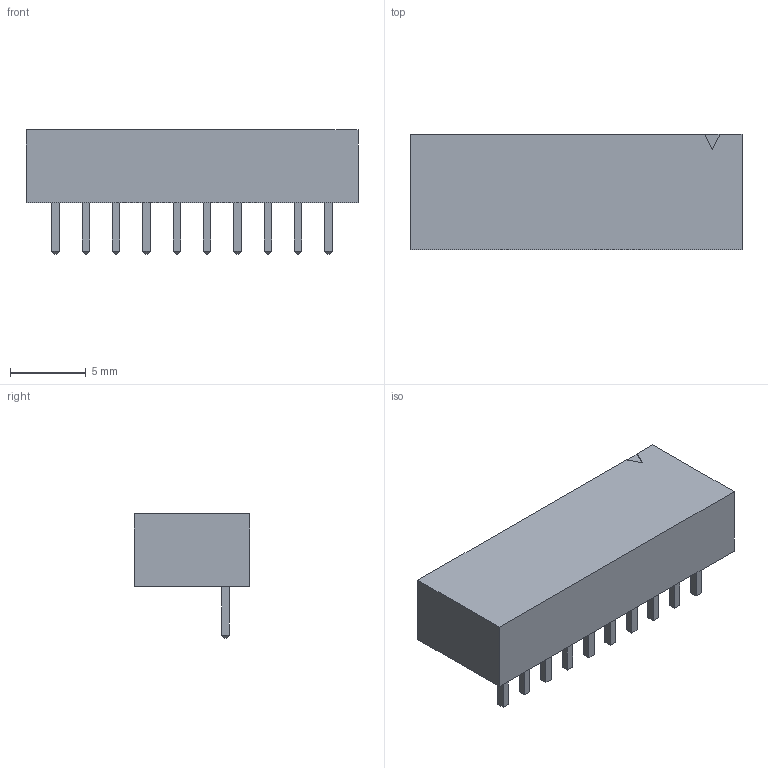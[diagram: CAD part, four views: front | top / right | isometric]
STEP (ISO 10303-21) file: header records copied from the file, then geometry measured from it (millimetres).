
FILE_DESCRIPTION(('FreeCAD Model'),'2;1');
FILE_NAME('333254.2.1.stp','2020-07-14T07:17:51',( 'Author'),(''),'Open CASCADE STEP processor 6.9','FreeCAD','Unknown' );
FILE_SCHEMA(('AUTOMOTIVE_DESIGN { 1 0 10303 214 1 1 1 1 }'));
Length unit declared in the file: millimetre
Products named in the file (3): ASSEMBLY; Body; LeadsArray
Assembly tree (2 placements, depth 2):
  ASSEMBLY
    Body
    LeadsArray
Bounding box: 21.9 x 7.6 x 8.2 mm (x, y, z)
Volume: 319.9 mm3; surface area: 1142.6 mm2
Topology: 11 solids, 11 shells, 194 faces, 433 edges, 262 vertices
Faces by surface type: plane 174, cylinder 20
Entity records: 11015 total; most frequent: CARTESIAN_POINT 1878, DIRECTION 1713, LINE 1219, VECTOR 1219, ORIENTED_EDGE 866, PCURVE 866, DEFINITIONAL_REPRESENTATION 866, EDGE_CURVE 433
